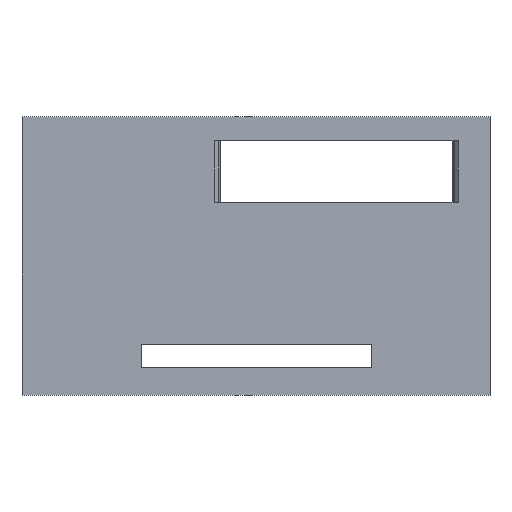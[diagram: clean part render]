
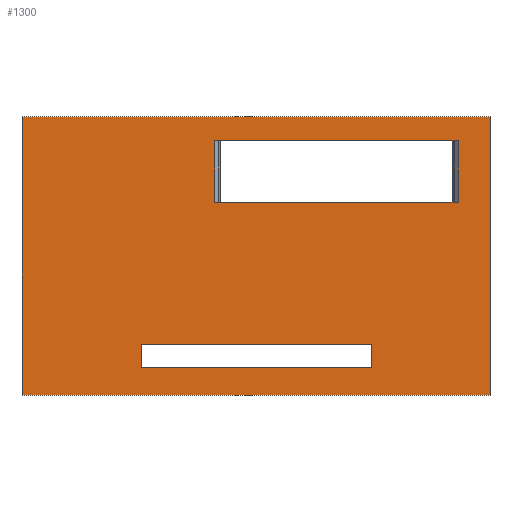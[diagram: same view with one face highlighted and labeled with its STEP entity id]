
A CAD part, top view. The second image highlights one B-rep face of the part: STEP entity #1300.
In plain terms, the highlighted planar face has unit normal (0, 0, 1).
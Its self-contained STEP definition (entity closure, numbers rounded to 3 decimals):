
#77=FACE_BOUND('',#158,.T.);
#78=FACE_BOUND('',#159,.T.);
#89=FACE_OUTER_BOUND('',#157,.T.);
#157=EDGE_LOOP('',(#873,#874,#875,#876));
#158=EDGE_LOOP('',(#877,#878,#879,#880));
#159=EDGE_LOOP('',(#881,#882,#883,#884));
#229=LINE('',#1812,#381);
#235=LINE('',#1823,#387);
#236=LINE('',#1826,#388);
#239=LINE('',#1831,#391);
#241=LINE('',#1836,#393);
#242=LINE('',#1838,#394);
#243=LINE('',#1840,#395);
#244=LINE('',#1841,#396);
#245=LINE('',#1844,#397);
#246=LINE('',#1846,#398);
#247=LINE('',#1848,#399);
#248=LINE('',#1849,#400);
#381=VECTOR('',#1474,10.);
#387=VECTOR('',#1482,10.);
#388=VECTOR('',#1485,10.);
#391=VECTOR('',#1490,10.);
#393=VECTOR('',#1494,10.);
#394=VECTOR('',#1495,10.);
#395=VECTOR('',#1496,10.);
#396=VECTOR('',#1497,10.);
#397=VECTOR('',#1498,10.);
#398=VECTOR('',#1499,10.);
#399=VECTOR('',#1500,10.);
#400=VECTOR('',#1501,10.);
#533=VERTEX_POINT('',#1810);
#534=VERTEX_POINT('',#1811);
#538=VERTEX_POINT('',#1821);
#539=VERTEX_POINT('',#1825);
#541=VERTEX_POINT('',#1834);
#542=VERTEX_POINT('',#1835);
#543=VERTEX_POINT('',#1837);
#544=VERTEX_POINT('',#1839);
#545=VERTEX_POINT('',#1842);
#546=VERTEX_POINT('',#1843);
#547=VERTEX_POINT('',#1845);
#548=VERTEX_POINT('',#1847);
#662=EDGE_CURVE('',#533,#534,#229,.T.);
#668=EDGE_CURVE('',#538,#533,#235,.T.);
#669=EDGE_CURVE('',#539,#538,#236,.T.);
#672=EDGE_CURVE('',#539,#534,#239,.T.);
#674=EDGE_CURVE('',#541,#542,#241,.T.);
#675=EDGE_CURVE('',#542,#543,#242,.T.);
#676=EDGE_CURVE('',#543,#544,#243,.T.);
#677=EDGE_CURVE('',#544,#541,#244,.T.);
#678=EDGE_CURVE('',#545,#546,#245,.T.);
#679=EDGE_CURVE('',#546,#547,#246,.T.);
#680=EDGE_CURVE('',#547,#548,#247,.T.);
#681=EDGE_CURVE('',#548,#545,#248,.T.);
#873=ORIENTED_EDGE('',*,*,#668,.F.);
#874=ORIENTED_EDGE('',*,*,#669,.F.);
#875=ORIENTED_EDGE('',*,*,#672,.T.);
#876=ORIENTED_EDGE('',*,*,#662,.F.);
#877=ORIENTED_EDGE('',*,*,#674,.T.);
#878=ORIENTED_EDGE('',*,*,#675,.T.);
#879=ORIENTED_EDGE('',*,*,#676,.T.);
#880=ORIENTED_EDGE('',*,*,#677,.T.);
#881=ORIENTED_EDGE('',*,*,#678,.T.);
#882=ORIENTED_EDGE('',*,*,#679,.T.);
#883=ORIENTED_EDGE('',*,*,#680,.T.);
#884=ORIENTED_EDGE('',*,*,#681,.T.);
#1251=PLANE('',#1382);
#1300=ADVANCED_FACE('',(#89,#77,#78),#1251,.T.);
#1382=AXIS2_PLACEMENT_3D('',#1833,#1492,#1493);
#1474=DIRECTION('',(0.,-1.,0.));
#1482=DIRECTION('',(1.,0.,0.));
#1485=DIRECTION('',(0.,1.,0.));
#1490=DIRECTION('',(1.,0.,0.));
#1492=DIRECTION('center_axis',(0.,0.,1.));
#1493=DIRECTION('ref_axis',(1.,0.,0.));
#1494=DIRECTION('',(1.,0.,0.));
#1495=DIRECTION('',(0.,-1.,0.));
#1496=DIRECTION('',(-1.,0.,0.));
#1497=DIRECTION('',(0.,1.,0.));
#1498=DIRECTION('',(1.,0.,0.));
#1499=DIRECTION('',(0.,-1.,0.));
#1500=DIRECTION('',(-1.,0.,0.));
#1501=DIRECTION('',(0.,1.,0.));
#1810=CARTESIAN_POINT('',(60.7,54.584,16.45));
#1811=CARTESIAN_POINT('',(60.7,17.184,16.45));
#1812=CARTESIAN_POINT('',(60.7,53.584,16.45));
#1821=CARTESIAN_POINT('',(-2.2,54.584,16.45));
#1823=CARTESIAN_POINT('',(-1.2,54.584,16.45));
#1825=CARTESIAN_POINT('',(-2.2,17.184,16.45));
#1826=CARTESIAN_POINT('',(-2.2,18.184,16.45));
#1831=CARTESIAN_POINT('',(59.7,17.184,16.45));
#1833=CARTESIAN_POINT('Origin',(29.25,35.884,16.45));
#1834=CARTESIAN_POINT('',(13.8,23.984,16.45));
#1835=CARTESIAN_POINT('',(44.8,23.984,16.45));
#1836=CARTESIAN_POINT('',(22.025,23.984,16.45));
#1837=CARTESIAN_POINT('',(44.8,20.884,16.45));
#1838=CARTESIAN_POINT('',(44.8,29.934,16.45));
#1839=CARTESIAN_POINT('',(13.8,20.884,16.45));
#1840=CARTESIAN_POINT('',(22.025,20.884,16.45));
#1841=CARTESIAN_POINT('',(13.8,28.284,16.45));
#1842=CARTESIAN_POINT('',(23.7,51.384,16.45));
#1843=CARTESIAN_POINT('',(56.4,51.384,16.45));
#1844=CARTESIAN_POINT('',(41.975,51.384,16.45));
#1845=CARTESIAN_POINT('',(56.4,43.084,16.45));
#1846=CARTESIAN_POINT('',(56.4,43.734,16.45));
#1847=CARTESIAN_POINT('',(23.7,43.084,16.45));
#1848=CARTESIAN_POINT('',(31.225,43.084,16.45));
#1849=CARTESIAN_POINT('',(23.7,39.234,16.45));
